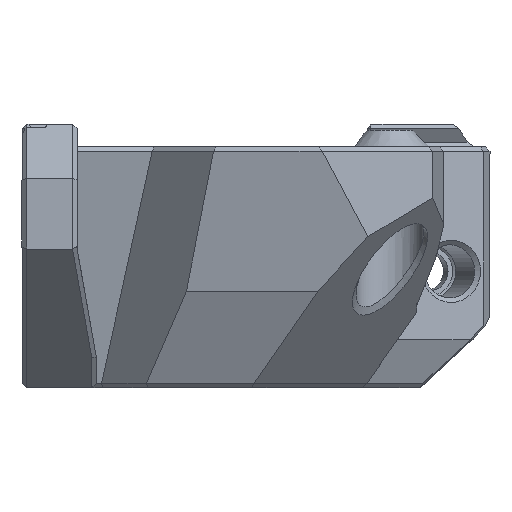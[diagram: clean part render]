
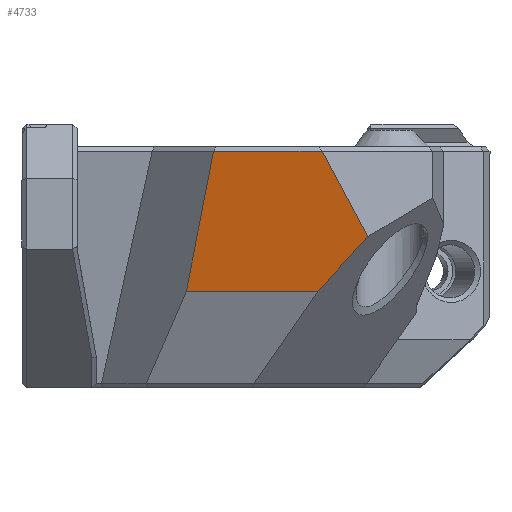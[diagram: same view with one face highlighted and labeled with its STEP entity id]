
A CAD part, left-side view. The second image highlights one B-rep face of the part: STEP entity #4733.
In plain terms, the highlighted planar face has unit normal (-0.982, 0, -0.19).
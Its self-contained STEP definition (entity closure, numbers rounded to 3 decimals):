
#130=PLANE('',#5073);
#388=LINE('',#7286,#907);
#389=LINE('',#7289,#908);
#390=LINE('',#7291,#909);
#391=LINE('',#7293,#910);
#392=LINE('',#7295,#911);
#393=LINE('',#7297,#912);
#394=LINE('',#7299,#913);
#907=VECTOR('',#5635,1000.);
#908=VECTOR('',#5636,1000.);
#909=VECTOR('',#5637,1000.);
#910=VECTOR('',#5638,1000.);
#911=VECTOR('',#5639,1000.);
#912=VECTOR('',#5640,1000.);
#913=VECTOR('',#5641,1000.);
#1548=ORIENTED_EDGE('',*,*,#2886,.F.);
#1549=ORIENTED_EDGE('',*,*,#2887,.T.);
#1550=ORIENTED_EDGE('',*,*,#2888,.F.);
#1551=ORIENTED_EDGE('',*,*,#2889,.T.);
#1552=ORIENTED_EDGE('',*,*,#2890,.T.);
#1553=ORIENTED_EDGE('',*,*,#2891,.F.);
#1554=ORIENTED_EDGE('',*,*,#2892,.F.);
#2886=EDGE_CURVE('',#3547,#3548,#388,.T.);
#2887=EDGE_CURVE('',#3547,#3549,#389,.T.);
#2888=EDGE_CURVE('',#3550,#3549,#390,.T.);
#2889=EDGE_CURVE('',#3550,#3551,#391,.T.);
#2890=EDGE_CURVE('',#3551,#3552,#392,.T.);
#2891=EDGE_CURVE('',#3553,#3552,#393,.T.);
#2892=EDGE_CURVE('',#3548,#3553,#394,.T.);
#3547=VERTEX_POINT('',#7287);
#3548=VERTEX_POINT('',#7288);
#3549=VERTEX_POINT('',#7290);
#3550=VERTEX_POINT('',#7292);
#3551=VERTEX_POINT('',#7294);
#3552=VERTEX_POINT('',#7296);
#3553=VERTEX_POINT('',#7298);
#4031=EDGE_LOOP('',(#1548,#1549,#1550,#1551,#1552,#1553,#1554));
#4362=FACE_BOUND('',#4031,.T.);
#4733=ADVANCED_FACE('',(#4362),#130,.T.);
#5073=AXIS2_PLACEMENT_3D('',#7285,#5633,#5634);
#5633=DIRECTION('',(-0.982,0.,-0.19));
#5634=DIRECTION('',(0.19,0.,-0.982));
#5635=DIRECTION('',(-0.102,-0.845,0.525));
#5636=DIRECTION('',(0.187,0.187,-0.964));
#5637=DIRECTION('',(0.,1.,0.));
#5638=DIRECTION('',(-0.141,-0.67,0.729));
#5639=DIRECTION('',(-0.169,0.463,0.87));
#5640=DIRECTION('',(0.054,-0.959,-0.278));
#5641=DIRECTION('',(0.,-1.,0.));
#7285=CARTESIAN_POINT('',(-12.,12.5,21.3));
#7286=CARTESIAN_POINT('',(-10.969,8.366,15.976));
#7287=CARTESIAN_POINT('',(-11.923,0.448,20.9));
#7288=CARTESIAN_POINT('',(-11.924,0.436,20.907));
#7289=CARTESIAN_POINT('',(-10.701,1.67,14.591));
#7290=CARTESIAN_POINT('',(-9.529,2.842,8.541));
#7291=CARTESIAN_POINT('',(-9.529,7.5,8.541));
#7292=CARTESIAN_POINT('',(-9.529,-8.773,8.541));
#7293=CARTESIAN_POINT('',(-8.966,-6.108,5.639));
#7294=CARTESIAN_POINT('',(-10.46,-13.194,13.351));
#7295=CARTESIAN_POINT('',(-12.423,-7.8,23.485));
#7296=CARTESIAN_POINT('',(-11.923,-9.176,20.9));
#7297=CARTESIAN_POINT('',(-12.476,0.704,23.759));
#7298=CARTESIAN_POINT('',(-11.924,-9.151,20.907));
#7299=CARTESIAN_POINT('',(-11.924,10.282,20.907));
